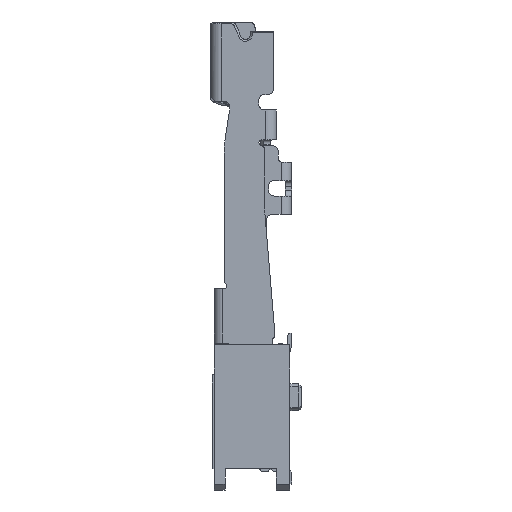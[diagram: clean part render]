
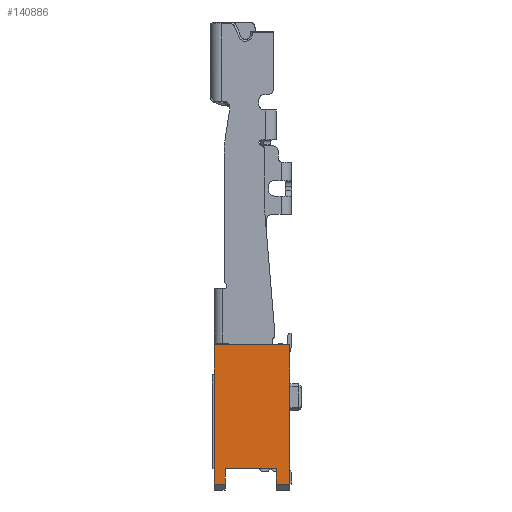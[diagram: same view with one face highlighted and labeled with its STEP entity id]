
A CAD part, left-side view. The second image highlights one B-rep face of the part: STEP entity #140886.
In plain terms, the highlighted planar face has unit normal (-1, 0, 0).
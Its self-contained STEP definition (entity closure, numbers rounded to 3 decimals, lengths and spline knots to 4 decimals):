
#16=DIRECTION('',(0.,0.,-1.));
#17=VECTOR('',#16,0.8);
#18=CARTESIAN_POINT('',(-36.85,0.8,-3.7));
#19=LINE('',#18,#17);
#28=DIRECTION('',(0.,-1.,0.));
#29=VECTOR('',#28,0.7);
#30=CARTESIAN_POINT('',(-36.85,0.8,-4.5));
#31=LINE('',#30,#29);
#40=DIRECTION('',(0.,0.,1.));
#41=VECTOR('',#40,7.2);
#42=CARTESIAN_POINT('',(-36.85,0.1,-4.5));
#43=LINE('',#42,#41);
#408=DIRECTION('',(0.,-1.,0.));
#409=VECTOR('',#408,2.65);
#410=CARTESIAN_POINT('',(-36.85,3.45,-3.7));
#411=LINE('',#410,#409);
#9420=DIRECTION('',(0.,1.,0.));
#9421=VECTOR('',#9420,3.9);
#9422=CARTESIAN_POINT('',(-36.85,0.1,2.7));
#9423=LINE('',#9422,#9421);
#56064=DIRECTION('',(0.,0.,-1.));
#56065=VECTOR('',#56064,7.2);
#56066=CARTESIAN_POINT('',(-36.85,4.,2.7));
#56067=LINE('',#56066,#56065);
#56437=DIRECTION('',(0.,0.,1.));
#56438=VECTOR('',#56437,0.8);
#56439=CARTESIAN_POINT('',(-36.85,3.45,-4.5));
#56440=LINE('',#56439,#56438);
#56493=DIRECTION('',(0.,-1.,0.));
#56494=VECTOR('',#56493,0.55);
#56495=CARTESIAN_POINT('',(-36.85,4.,-4.5));
#56496=LINE('',#56495,#56494);
#107974=CARTESIAN_POINT('',(-36.85,0.8,-3.7));
#107975=CARTESIAN_POINT('',(-36.85,0.8,-4.5));
#107976=VERTEX_POINT('',#107974);
#107977=VERTEX_POINT('',#107975);
#107978=CARTESIAN_POINT('',(-36.85,3.45,-4.5));
#107979=CARTESIAN_POINT('',(-36.85,3.45,-3.7));
#107980=VERTEX_POINT('',#107978);
#107981=VERTEX_POINT('',#107979);
#107982=CARTESIAN_POINT('',(-36.85,4.,-4.5));
#107983=VERTEX_POINT('',#107982);
#107984=CARTESIAN_POINT('',(-36.85,4.,2.7));
#107985=VERTEX_POINT('',#107984);
#107986=CARTESIAN_POINT('',(-36.85,0.1,2.7));
#107987=VERTEX_POINT('',#107986);
#107988=CARTESIAN_POINT('',(-36.85,0.1,-4.5));
#107989=VERTEX_POINT('',#107988);
#140863=CARTESIAN_POINT('',(-36.85,2.05,-0.9));
#140864=DIRECTION('',(1.,0.,0.));
#140865=DIRECTION('',(0.,0.,-1.));
#140866=AXIS2_PLACEMENT_3D('',#140863,#140864,#140865);
#140867=PLANE('',#140866);
#140869=ORIENTED_EDGE('',*,*,#140868,.F.);
#140871=ORIENTED_EDGE('',*,*,#140870,.F.);
#140873=ORIENTED_EDGE('',*,*,#140872,.F.);
#140875=ORIENTED_EDGE('',*,*,#140874,.F.);
#140877=ORIENTED_EDGE('',*,*,#140876,.F.);
#140879=ORIENTED_EDGE('',*,*,#140878,.F.);
#140881=ORIENTED_EDGE('',*,*,#140880,.F.);
#140883=ORIENTED_EDGE('',*,*,#140882,.F.);
#140884=EDGE_LOOP('',(#140869,#140871,#140873,#140875,#140877,#140879,#140881,
#140883));
#140885=FACE_OUTER_BOUND('',#140884,.F.);
#140886=ADVANCED_FACE('',(#140885),#140867,.F.);
#140868=EDGE_CURVE('',#107976,#107977,#19,.T.);
#140870=EDGE_CURVE('',#107981,#107976,#411,.T.);
#140872=EDGE_CURVE('',#107980,#107981,#56440,.T.);
#140874=EDGE_CURVE('',#107983,#107980,#56496,.T.);
#140876=EDGE_CURVE('',#107985,#107983,#56067,.T.);
#140878=EDGE_CURVE('',#107987,#107985,#9423,.T.);
#140880=EDGE_CURVE('',#107989,#107987,#43,.T.);
#140882=EDGE_CURVE('',#107977,#107989,#31,.T.);
